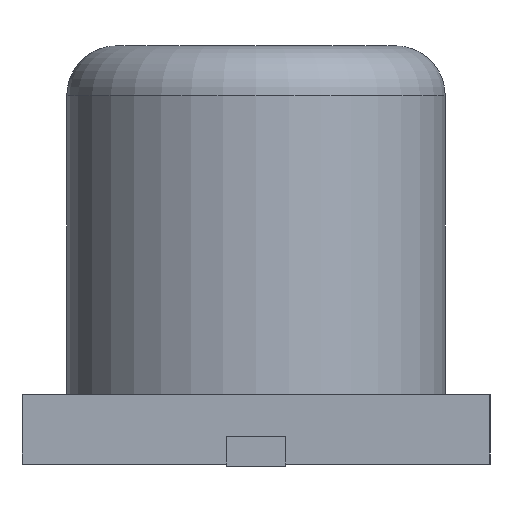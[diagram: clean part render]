
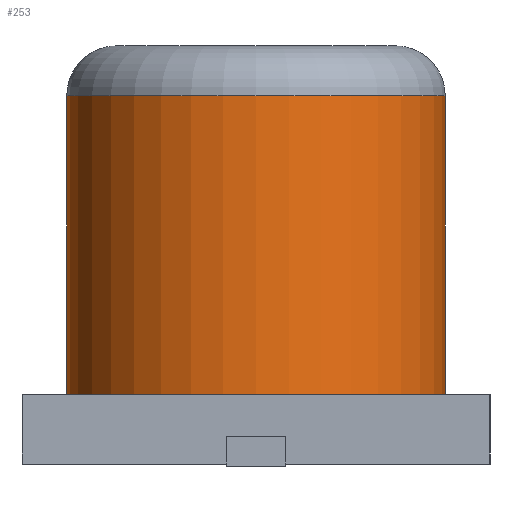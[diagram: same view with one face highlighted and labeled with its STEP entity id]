
A CAD part, left-side view. The second image highlights one B-rep face of the part: STEP entity #253.
In plain terms, the highlighted cylindrical face has radius 1.9 mm (diameter 3.8 mm), a partial arc.
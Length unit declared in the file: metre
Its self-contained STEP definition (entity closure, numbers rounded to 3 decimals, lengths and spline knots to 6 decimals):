
#125 = EDGE_CURVE( '', #336, #337, #338, .T. );
#161 = EDGE_CURVE( '', #397, #370, #398, .T. );
#207 = EDGE_CURVE( '', #337, #370, #464, .T. );
#221 = EDGE_CURVE( '', #397, #336, #481, .T. );
#253 = ADVANCED_FACE( '', ( #523 ), #524, .T. );
#336 = VERTEX_POINT( '', #608 );
#337 = VERTEX_POINT( '', #609 );
#338 = LINE( '', #610, #611 );
#370 = VERTEX_POINT( '', #662 );
#397 = VERTEX_POINT( '', #697 );
#398 = LINE( '', #698, #699 );
#464 = CIRCLE( '', #795, 0.0019 );
#481 = CIRCLE( '', #823, 0.0019 );
#523 = FACE_OUTER_BOUND( '', #885, .T. );
#524 = CYLINDRICAL_SURFACE( '', #886, 0.0019 );
#608 = CARTESIAN_POINT( '', ( -0.00325, 0.001876, 0.003715 ) );
#609 = CARTESIAN_POINT( '', ( -0.00325, 0.001876, 0.000715 ) );
#610 = CARTESIAN_POINT( '', ( -0.00325, 0.001876, 0.004215 ) );
#611 = VECTOR( '', #1000, 1. );
#662 = CARTESIAN_POINT( '', ( -0.00325, -0.001924, 0.000715 ) );
#697 = CARTESIAN_POINT( '', ( -0.00325, -0.001924, 0.003715 ) );
#698 = CARTESIAN_POINT( '', ( -0.00325, -0.001924, 0.004215 ) );
#699 = VECTOR( '', #1050, 1. );
#795 = AXIS2_PLACEMENT_3D( '', #1128, #1129, #1130 );
#823 = AXIS2_PLACEMENT_3D( '', #1146, #1147, #1148 );
#885 = EDGE_LOOP( '', ( #1207, #1208, #1209, #1210 ) );
#886 = AXIS2_PLACEMENT_3D( '', #1211, #1212, #1213 );
#1000 = DIRECTION( '', ( 0., 0., -1. ) );
#1050 = DIRECTION( '', ( 0., 0., -1. ) );
#1128 = CARTESIAN_POINT( '', ( -0.00325, -0.000024, 0.000715 ) );
#1129 = DIRECTION( '', ( 0., 0., 1. ) );
#1130 = DIRECTION( '', ( 0., -1., 0. ) );
#1146 = CARTESIAN_POINT( '', ( -0.00325, -0.000024, 0.003715 ) );
#1147 = DIRECTION( '', ( 0., 0., -1. ) );
#1148 = DIRECTION( '', ( 0., -1., 0. ) );
#1207 = ORIENTED_EDGE( '', *, *, #161, .F. );
#1208 = ORIENTED_EDGE( '', *, *, #221, .T. );
#1209 = ORIENTED_EDGE( '', *, *, #125, .T. );
#1210 = ORIENTED_EDGE( '', *, *, #207, .T. );
#1211 = CARTESIAN_POINT( '', ( -0.00325, -0.000024, 0.004215 ) );
#1212 = DIRECTION( '', ( 0., 0., 1. ) );
#1213 = DIRECTION( '', ( 0., 1., 0. ) );
